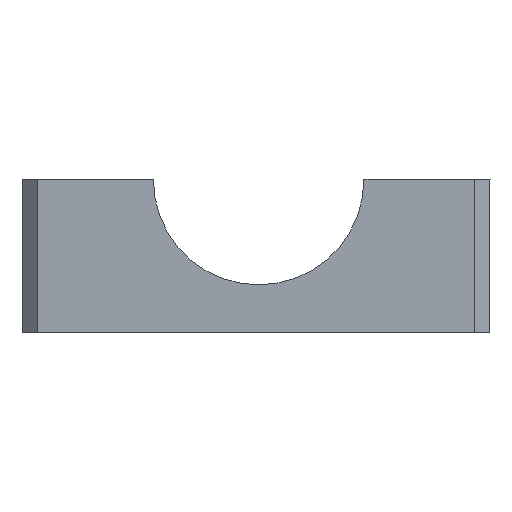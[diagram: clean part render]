
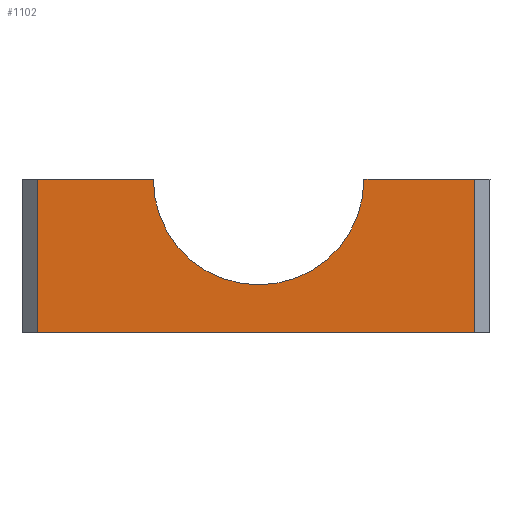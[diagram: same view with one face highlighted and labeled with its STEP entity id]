
A CAD part, left-side view. The second image highlights one B-rep face of the part: STEP entity #1102.
In plain terms, the highlighted planar face has unit normal (-1, 0, 0).
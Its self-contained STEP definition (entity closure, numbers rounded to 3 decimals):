
#78=CIRCLE('',#1205,7.);
#143=FACE_OUTER_BOUND('',#208,.T.);
#208=EDGE_LOOP('',(#922,#923,#924,#925,#926,#927));
#238=LINE('',#1577,#340);
#242=LINE('',#1586,#344);
#273=LINE('',#1674,#375);
#311=LINE('',#1808,#413);
#312=LINE('',#1815,#414);
#340=VECTOR('',#1257,10.);
#344=VECTOR('',#1265,10.);
#375=VECTOR('',#1312,10.);
#413=VECTOR('',#1440,10.);
#414=VECTOR('',#1447,10.);
#439=VERTEX_POINT('',#1570);
#442=VERTEX_POINT('',#1575);
#445=VERTEX_POINT('',#1585);
#482=VERTEX_POINT('',#1673);
#521=VERTEX_POINT('',#1806);
#524=VERTEX_POINT('',#1814);
#552=EDGE_CURVE('',#442,#439,#238,.T.);
#556=EDGE_CURVE('',#445,#439,#242,.T.);
#596=EDGE_CURVE('',#445,#482,#273,.T.);
#661=EDGE_CURVE('',#442,#521,#311,.T.);
#664=EDGE_CURVE('',#524,#482,#312,.T.);
#682=EDGE_CURVE('',#521,#524,#78,.T.);
#922=ORIENTED_EDGE('',*,*,#552,.F.);
#923=ORIENTED_EDGE('',*,*,#661,.T.);
#924=ORIENTED_EDGE('',*,*,#682,.T.);
#925=ORIENTED_EDGE('',*,*,#664,.T.);
#926=ORIENTED_EDGE('',*,*,#596,.F.);
#927=ORIENTED_EDGE('',*,*,#556,.T.);
#1065=PLANE('',#1204);
#1102=ADVANCED_FACE('',(#143),#1065,.T.);
#1204=AXIS2_PLACEMENT_3D('',#1847,#1467,#1468);
#1205=AXIS2_PLACEMENT_3D('',#1848,#1469,#1470);
#1257=DIRECTION('',(0.,0.,-1.));
#1265=DIRECTION('',(0.,-1.,0.));
#1312=DIRECTION('',(0.,0.,1.));
#1440=DIRECTION('',(0.,1.,0.));
#1447=DIRECTION('',(0.,1.,0.));
#1467=DIRECTION('center_axis',(-1.,0.,
0.));
#1468=DIRECTION('ref_axis',(0.,1.,0.));
#1469=DIRECTION('center_axis',(1.,0.,0.));
#1470=DIRECTION('ref_axis',(0.,1.,0.));
#1570=CARTESIAN_POINT('',(103.903,178.368,63.688));
#1575=CARTESIAN_POINT('',(103.903,178.368,73.856));
#1577=CARTESIAN_POINT('',(103.903,178.368,85.48));
#1585=CARTESIAN_POINT('',(103.903,207.468,63.688));
#1586=CARTESIAN_POINT('',(103.903,170.318,63.688));
#1673=CARTESIAN_POINT('',(103.903,207.468,73.856));
#1674=CARTESIAN_POINT('',(103.903,207.468,76.229));
#1806=CARTESIAN_POINT('',(103.903,185.744,73.856));
#1808=CARTESIAN_POINT('',(103.903,142.349,73.856));
#1814=CARTESIAN_POINT('',(103.903,199.744,73.856));
#1815=CARTESIAN_POINT('',(103.903,142.349,73.856));
#1847=CARTESIAN_POINT('Origin',(103.903,136.168,91.102));
#1848=CARTESIAN_POINT('Origin',(103.903,192.744,73.856));
